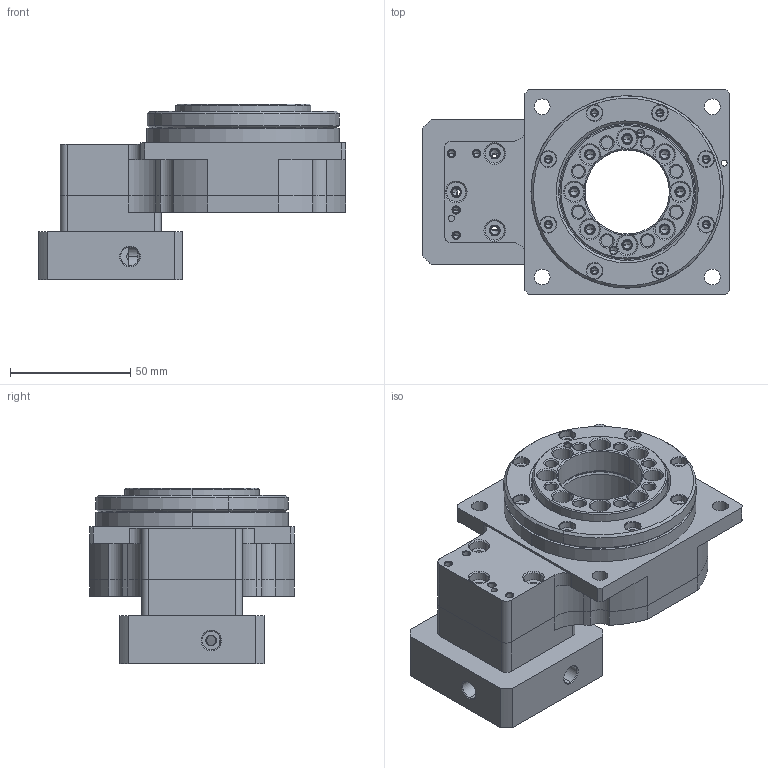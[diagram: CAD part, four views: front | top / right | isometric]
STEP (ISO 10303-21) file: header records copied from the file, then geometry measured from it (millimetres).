
FILE_DESCRIPTION(/* description */ ('Alibre Inc.'),/* implementation_level */ '2;1');
FILE_NAME(/* name */ 'export0',/* time_stamp */ '2016-07-16T15:04:00+02:00',/* author */ (''),/* organization */ (''),/* preprocessor_version */ 'ST-DEVELOPER v14',/* originating_system */ 'Alibre',/* authorisation */ '');
FILE_SCHEMA (('AUTOMOTIVE_DESIGN'));
Length unit declared in the file: millimetre
Products named in the file (9): NT85-30-8-38.1-66.67-M4()(20160329)
Bounding box: 127.54 x 85 x 73 mm (x, y, z)
Volume: 238114.5 mm3; surface area: 106890.6 mm2
Topology: 8 solids, 8 shells, 1082 faces, 2648 edges, 1581 vertices
Faces by surface type: cylinder 499, cone 390, plane 169, torus 20, bspline 4
Entity records: 33260 total; most frequent: CARTESIAN_POINT 7004, DIRECTION 5865, ORIENTED_EDGE 5128, EDGE_CURVE 2564, AXIS2_PLACEMENT_3D 2503, VERTEX_POINT 1581, CIRCLE 1401, EDGE_LOOP 1309
